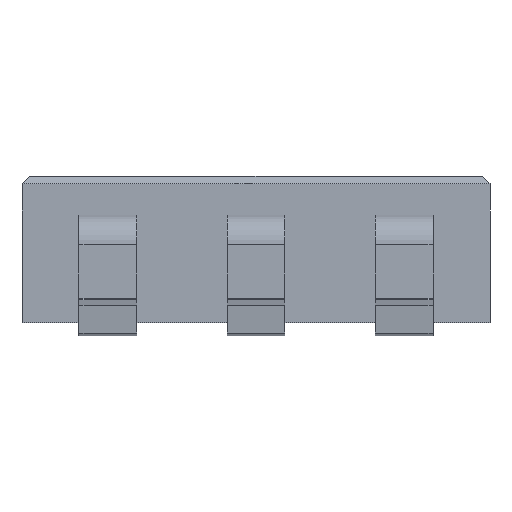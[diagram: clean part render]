
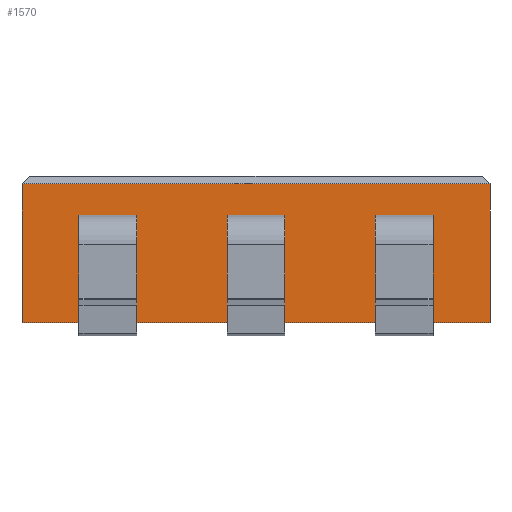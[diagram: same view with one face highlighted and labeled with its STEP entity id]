
A CAD part, front view. The second image highlights one B-rep face of the part: STEP entity #1570.
In plain terms, the highlighted planar face has unit normal (0, -1, 0).
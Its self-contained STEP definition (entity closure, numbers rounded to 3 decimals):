
#1381 = VERTEX_POINT('',#1382);
#1382 = CARTESIAN_POINT('',(1.5,-0.751,1.002));
#1388 = EDGE_CURVE('',#1381,#1389,#1391,.T.);
#1389 = VERTEX_POINT('',#1390);
#1390 = CARTESIAN_POINT('',(1.5,-0.751,0.112));
#1391 = LINE('',#1392,#1393);
#1392 = CARTESIAN_POINT('',(1.5,-0.751,1.052));
#1393 = VECTOR('',#1394,1.);
#1394 = DIRECTION('',(0.,0.,-1.));
#1543 = EDGE_CURVE('',#1544,#1546,#1548,.T.);
#1544 = VERTEX_POINT('',#1545);
#1545 = CARTESIAN_POINT('',(-1.5,-0.751,1.002));
#1546 = VERTEX_POINT('',#1547);
#1547 = CARTESIAN_POINT('',(-1.5,-0.751,0.112));
#1548 = LINE('',#1549,#1550);
#1549 = CARTESIAN_POINT('',(-1.5,-0.751,1.052));
#1550 = VECTOR('',#1551,1.);
#1551 = DIRECTION('',(0.,0.,-1.));
#1570 = ADVANCED_FACE('',(#1571,#1605,#1639,#1673),#1689,.F.);
#1571 = FACE_BOUND('',#1572,.T.);
#1572 = EDGE_LOOP('',(#1573,#1583,#1591,#1599));
#1573 = ORIENTED_EDGE('',*,*,#1574,.T.);
#1574 = EDGE_CURVE('',#1575,#1577,#1579,.T.);
#1575 = VERTEX_POINT('',#1576);
#1576 = CARTESIAN_POINT('',(0.765,-0.751,0.802));
#1577 = VERTEX_POINT('',#1578);
#1578 = CARTESIAN_POINT('',(1.135,-0.751,0.802));
#1579 = LINE('',#1580,#1581);
#1580 = CARTESIAN_POINT('',(-1.5,-0.751,0.802));
#1581 = VECTOR('',#1582,1.);
#1582 = DIRECTION('',(1.,0.,0.));
#1583 = ORIENTED_EDGE('',*,*,#1584,.T.);
#1584 = EDGE_CURVE('',#1577,#1585,#1587,.T.);
#1585 = VERTEX_POINT('',#1586);
#1586 = CARTESIAN_POINT('',(1.135,-0.751,0.622));
#1587 = LINE('',#1588,#1589);
#1588 = CARTESIAN_POINT('',(1.135,-0.751,1.052));
#1589 = VECTOR('',#1590,1.);
#1590 = DIRECTION('',(0.,0.,-1.));
#1591 = ORIENTED_EDGE('',*,*,#1592,.F.);
#1592 = EDGE_CURVE('',#1593,#1585,#1595,.T.);
#1593 = VERTEX_POINT('',#1594);
#1594 = CARTESIAN_POINT('',(0.765,-0.751,0.622));
#1595 = LINE('',#1596,#1597);
#1596 = CARTESIAN_POINT('',(-1.5,-0.751,0.622));
#1597 = VECTOR('',#1598,1.);
#1598 = DIRECTION('',(1.,0.,0.));
#1599 = ORIENTED_EDGE('',*,*,#1600,.F.);
#1600 = EDGE_CURVE('',#1575,#1593,#1601,.T.);
#1601 = LINE('',#1602,#1603);
#1602 = CARTESIAN_POINT('',(0.765,-0.751,1.052));
#1603 = VECTOR('',#1604,1.);
#1604 = DIRECTION('',(0.,0.,-1.));
#1605 = FACE_BOUND('',#1606,.T.);
#1606 = EDGE_LOOP('',(#1607,#1617,#1625,#1633));
#1607 = ORIENTED_EDGE('',*,*,#1608,.T.);
#1608 = EDGE_CURVE('',#1609,#1611,#1613,.T.);
#1609 = VERTEX_POINT('',#1610);
#1610 = CARTESIAN_POINT('',(-0.185,-0.751,0.802));
#1611 = VERTEX_POINT('',#1612);
#1612 = CARTESIAN_POINT('',(0.185,-0.751,0.802));
#1613 = LINE('',#1614,#1615);
#1614 = CARTESIAN_POINT('',(-1.5,-0.751,0.802));
#1615 = VECTOR('',#1616,1.);
#1616 = DIRECTION('',(1.,0.,0.));
#1617 = ORIENTED_EDGE('',*,*,#1618,.T.);
#1618 = EDGE_CURVE('',#1611,#1619,#1621,.T.);
#1619 = VERTEX_POINT('',#1620);
#1620 = CARTESIAN_POINT('',(0.185,-0.751,0.622));
#1621 = LINE('',#1622,#1623);
#1622 = CARTESIAN_POINT('',(0.185,-0.751,1.052));
#1623 = VECTOR('',#1624,1.);
#1624 = DIRECTION('',(0.,0.,-1.));
#1625 = ORIENTED_EDGE('',*,*,#1626,.F.);
#1626 = EDGE_CURVE('',#1627,#1619,#1629,.T.);
#1627 = VERTEX_POINT('',#1628);
#1628 = CARTESIAN_POINT('',(-0.185,-0.751,0.622));
#1629 = LINE('',#1630,#1631);
#1630 = CARTESIAN_POINT('',(-1.5,-0.751,0.622));
#1631 = VECTOR('',#1632,1.);
#1632 = DIRECTION('',(1.,0.,0.));
#1633 = ORIENTED_EDGE('',*,*,#1634,.F.);
#1634 = EDGE_CURVE('',#1609,#1627,#1635,.T.);
#1635 = LINE('',#1636,#1637);
#1636 = CARTESIAN_POINT('',(-0.185,-0.751,1.052));
#1637 = VECTOR('',#1638,1.);
#1638 = DIRECTION('',(0.,0.,-1.));
#1639 = FACE_BOUND('',#1640,.T.);
#1640 = EDGE_LOOP('',(#1641,#1651,#1659,#1667));
#1641 = ORIENTED_EDGE('',*,*,#1642,.T.);
#1642 = EDGE_CURVE('',#1643,#1645,#1647,.T.);
#1643 = VERTEX_POINT('',#1644);
#1644 = CARTESIAN_POINT('',(-1.135,-0.751,0.802));
#1645 = VERTEX_POINT('',#1646);
#1646 = CARTESIAN_POINT('',(-0.765,-0.751,0.802));
#1647 = LINE('',#1648,#1649);
#1648 = CARTESIAN_POINT('',(-1.5,-0.751,0.802));
#1649 = VECTOR('',#1650,1.);
#1650 = DIRECTION('',(1.,0.,0.));
#1651 = ORIENTED_EDGE('',*,*,#1652,.T.);
#1652 = EDGE_CURVE('',#1645,#1653,#1655,.T.);
#1653 = VERTEX_POINT('',#1654);
#1654 = CARTESIAN_POINT('',(-0.765,-0.751,0.622));
#1655 = LINE('',#1656,#1657);
#1656 = CARTESIAN_POINT('',(-0.765,-0.751,1.052));
#1657 = VECTOR('',#1658,1.);
#1658 = DIRECTION('',(0.,0.,-1.));
#1659 = ORIENTED_EDGE('',*,*,#1660,.F.);
#1660 = EDGE_CURVE('',#1661,#1653,#1663,.T.);
#1661 = VERTEX_POINT('',#1662);
#1662 = CARTESIAN_POINT('',(-1.135,-0.751,0.622));
#1663 = LINE('',#1664,#1665);
#1664 = CARTESIAN_POINT('',(-1.5,-0.751,0.622));
#1665 = VECTOR('',#1666,1.);
#1666 = DIRECTION('',(1.,0.,0.));
#1667 = ORIENTED_EDGE('',*,*,#1668,.F.);
#1668 = EDGE_CURVE('',#1643,#1661,#1669,.T.);
#1669 = LINE('',#1670,#1671);
#1670 = CARTESIAN_POINT('',(-1.135,-0.751,1.052));
#1671 = VECTOR('',#1672,1.);
#1672 = DIRECTION('',(0.,0.,-1.));
#1673 = FACE_BOUND('',#1674,.T.);
#1674 = EDGE_LOOP('',(#1675,#1676,#1682,#1683));
#1675 = ORIENTED_EDGE('',*,*,#1388,.F.);
#1676 = ORIENTED_EDGE('',*,*,#1677,.T.);
#1677 = EDGE_CURVE('',#1381,#1544,#1678,.T.);
#1678 = LINE('',#1679,#1680);
#1679 = CARTESIAN_POINT('',(-1.5,-0.751,1.002));
#1680 = VECTOR('',#1681,1.);
#1681 = DIRECTION('',(-1.,0.,0.));
#1682 = ORIENTED_EDGE('',*,*,#1543,.T.);
#1683 = ORIENTED_EDGE('',*,*,#1684,.T.);
#1684 = EDGE_CURVE('',#1546,#1389,#1685,.T.);
#1685 = LINE('',#1686,#1687);
#1686 = CARTESIAN_POINT('',(-1.5,-0.751,0.112));
#1687 = VECTOR('',#1688,1.);
#1688 = DIRECTION('',(1.,0.,0.));
#1689 = PLANE('',#1690);
#1690 = AXIS2_PLACEMENT_3D('',#1691,#1692,#1693);
#1691 = CARTESIAN_POINT('',(-1.5,-0.751,1.052));
#1692 = DIRECTION('',(0.,1.,0.));
#1693 = DIRECTION('',(-1.,0.,0.));
